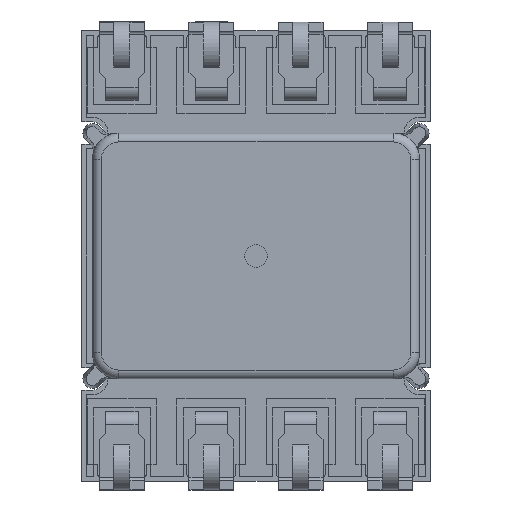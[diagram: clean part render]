
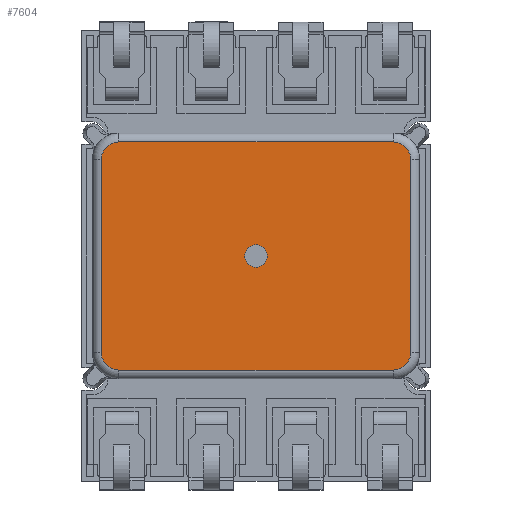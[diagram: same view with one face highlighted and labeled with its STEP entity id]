
A CAD part, front view. The second image highlights one B-rep face of the part: STEP entity #7604.
In plain terms, the highlighted face is planar.
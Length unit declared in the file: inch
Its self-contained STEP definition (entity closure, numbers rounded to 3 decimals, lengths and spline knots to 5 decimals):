
#197 = CIRCLE ( 'NONE', #18779, 0.0125 ) ;
#325 = CIRCLE ( 'NONE', #18796, 0.01953 ) ;
#340 = LINE ( 'NONE', #15507, #352 ) ;
#351 = LINE ( 'NONE', #15489, #364 ) ;
#352 = VECTOR ( 'NONE', #15508, 39.37008 ) ;
#364 = VECTOR ( 'NONE', #15490, 39.37008 ) ;
#368 = CIRCLE ( 'NONE', #18829, 0.01953 ) ;
#385 = LINE ( 'NONE', #15537, #386 ) ;
#386 = VECTOR ( 'NONE', #15548, 39.37008 ) ;
#397 = VECTOR ( 'NONE', #15644, 39.37008 ) ;
#407 = CIRCLE ( 'NONE', #18783, 0.0125 ) ;
#421 = LINE ( 'NONE', #15677, #397 ) ;
#427 = CIRCLE ( 'NONE', #18815, 0.01953 ) ;
#507 = CIRCLE ( 'NONE', #18850, 0.01953 ) ;
#2172 = EDGE_CURVE ( 'NONE', #5730, #5768, #197, .T. ) ;
#2276 = EDGE_CURVE ( 'NONE', #6507, #6493, #325, .T. ) ;
#2291 = EDGE_CURVE ( 'NONE', #6485, #6527, #368, .T. ) ;
#2295 = EDGE_CURVE ( 'NONE', #6491, #6476, #351, .T. ) ;
#2310 = EDGE_CURVE ( 'NONE', #6493, #6485, #385, .T. ) ;
#2313 = EDGE_CURVE ( 'NONE', #6528, #6507, #340, .T. ) ;
#2321 = EDGE_CURVE ( 'NONE', #5768, #5730, #407, .T. ) ;
#2334 = EDGE_CURVE ( 'NONE', #6489, #6491, #427, .T. ) ;
#2348 = EDGE_CURVE ( 'NONE', #6527, #6489, #421, .T. ) ;
#2392 = EDGE_CURVE ( 'NONE', #6476, #6528, #507, .T. ) ;
#3363 = CARTESIAN_POINT ( 'NONE',  ( 0., 0.1063, 0.0125 ) ) ;
#3377 = CARTESIAN_POINT ( 'NONE',  ( 0., 0.1063, -0.0125 ) ) ;
#4101 = CARTESIAN_POINT ( 'NONE',  ( 0.15354, 0.1063, -0.1276 ) ) ;
#4111 = CARTESIAN_POINT ( 'NONE',  ( -0.15354, 0.1063, 0.1276 ) ) ;
#4113 = CARTESIAN_POINT ( 'NONE',  ( -0.17307, 0.1063, 0.10807 ) ) ;
#4137 = CARTESIAN_POINT ( 'NONE',  ( 0.17307, 0.1063, -0.10807 ) ) ;
#4140 = CARTESIAN_POINT ( 'NONE',  ( 0.15354, 0.1063, 0.1276 ) ) ;
#4143 = CARTESIAN_POINT ( 'NONE',  ( -0.15354, 0.1063, -0.1276 ) ) ;
#5730 = VERTEX_POINT ( 'NONE', #3377 ) ;
#5768 = VERTEX_POINT ( 'NONE', #3363 ) ;
#6476 = VERTEX_POINT ( 'NONE', #4143 ) ;
#6485 = VERTEX_POINT ( 'NONE', #4140 ) ;
#6489 = VERTEX_POINT ( 'NONE', #4137 ) ;
#6491 = VERTEX_POINT ( 'NONE', #4101 ) ;
#6493 = VERTEX_POINT ( 'NONE', #4111 ) ;
#6507 = VERTEX_POINT ( 'NONE', #4113 ) ;
#6527 = VERTEX_POINT ( 'NONE', #10275 ) ;
#6528 = VERTEX_POINT ( 'NONE', #10321 ) ;
#6942 = EDGE_LOOP ( 'NONE', ( #16350, #16368 ) ) ;
#6994 = EDGE_LOOP ( 'NONE', ( #16384, #16377, #16379, #16382, #16373, #16348, #16391, #16345 ) ) ;
#7604 = ADVANCED_FACE ( 'NONE', ( #9242, #9202 ), #10225, .T. ) ;
#9202 = FACE_OUTER_BOUND ( 'NONE', #6994, .T. ) ;
#9242 = FACE_BOUND ( 'NONE', #6942, .T. ) ;
#10158 = CARTESIAN_POINT ( 'NONE',  ( -0.15354, 0.1063, 0.10807 ) ) ;
#10159 = DIRECTION ( 'NONE',  ( 0., 0., 1. ) ) ;
#10206 = DIRECTION ( 'NONE',  ( 0., 1., 0. ) ) ;
#10225 = PLANE ( 'NONE',  #11001 ) ;
#10275 = CARTESIAN_POINT ( 'NONE',  ( 0.17307, 0.1063, 0.10807 ) ) ;
#10321 = CARTESIAN_POINT ( 'NONE',  ( -0.17307, 0.1063, -0.10807 ) ) ;
#11001 = AXIS2_PLACEMENT_3D ( 'NONE', #10158, #10206, #10159 ) ;
#15155 = CARTESIAN_POINT ( 'NONE',  ( 0., 0.1063, 0. ) ) ;
#15156 = DIRECTION ( 'NONE',  ( 0., 1., 0. ) ) ;
#15160 = DIRECTION ( 'NONE',  ( 0., 0., 1. ) ) ;
#15453 = CARTESIAN_POINT ( 'NONE',  ( -0.15354, 0.1063, 0.10807 ) ) ;
#15455 = DIRECTION ( 'NONE',  ( 0., 1., 0. ) ) ;
#15457 = DIRECTION ( 'NONE',  ( 0., 0., 1. ) ) ;
#15465 = DIRECTION ( 'NONE',  ( 0., 0., 1. ) ) ;
#15489 = CARTESIAN_POINT ( 'NONE',  ( -0.15354, 0.1063, -0.1276 ) ) ;
#15490 = DIRECTION ( 'NONE',  ( -1., 0., 0. ) ) ;
#15492 = DIRECTION ( 'NONE',  ( 0., 1., 0. ) ) ;
#15505 = CARTESIAN_POINT ( 'NONE',  ( 0.15354, 0.1063, 0.10807 ) ) ;
#15507 = CARTESIAN_POINT ( 'NONE',  ( -0.17307, 0.1063, 0.10807 ) ) ;
#15508 = DIRECTION ( 'NONE',  ( 0., 0., 1. ) ) ;
#15537 = CARTESIAN_POINT ( 'NONE',  ( 0.15354, 0.1063, 0.1276 ) ) ;
#15548 = DIRECTION ( 'NONE',  ( 1., 0., 0. ) ) ;
#15560 = CARTESIAN_POINT ( 'NONE',  ( 0., 0.1063, 0. ) ) ;
#15564 = DIRECTION ( 'NONE',  ( 0., 1., 0. ) ) ;
#15572 = DIRECTION ( 'NONE',  ( 0., 0., 1. ) ) ;
#15580 = CARTESIAN_POINT ( 'NONE',  ( 0.15354, 0.1063, -0.10807 ) ) ;
#15592 = DIRECTION ( 'NONE',  ( 0., 1., 0. ) ) ;
#15596 = DIRECTION ( 'NONE',  ( 0., 0., 1. ) ) ;
#15644 = DIRECTION ( 'NONE',  ( 0., 0., -1. ) ) ;
#15677 = CARTESIAN_POINT ( 'NONE',  ( 0.17307, 0.1063, -0.10807 ) ) ;
#15769 = DIRECTION ( 'NONE',  ( 0., 0., 1. ) ) ;
#15789 = DIRECTION ( 'NONE',  ( 0., 1., 0. ) ) ;
#15795 = CARTESIAN_POINT ( 'NONE',  ( -0.15354, 0.1063, -0.10807 ) ) ;
#16345 = ORIENTED_EDGE ( 'NONE', *, *, #2392, .T. ) ;
#16348 = ORIENTED_EDGE ( 'NONE', *, *, #2334, .T. ) ;
#16350 = ORIENTED_EDGE ( 'NONE', *, *, #2321, .F. ) ;
#16368 = ORIENTED_EDGE ( 'NONE', *, *, #2172, .F. ) ;
#16373 = ORIENTED_EDGE ( 'NONE', *, *, #2348, .T. ) ;
#16377 = ORIENTED_EDGE ( 'NONE', *, *, #2276, .T. ) ;
#16379 = ORIENTED_EDGE ( 'NONE', *, *, #2310, .T. ) ;
#16382 = ORIENTED_EDGE ( 'NONE', *, *, #2291, .T. ) ;
#16384 = ORIENTED_EDGE ( 'NONE', *, *, #2313, .T. ) ;
#16391 = ORIENTED_EDGE ( 'NONE', *, *, #2295, .T. ) ;
#18779 = AXIS2_PLACEMENT_3D ( 'NONE', #15155, #15156, #15160 ) ;
#18783 = AXIS2_PLACEMENT_3D ( 'NONE', #15560, #15564, #15572 ) ;
#18796 = AXIS2_PLACEMENT_3D ( 'NONE', #15453, #15455, #15457 ) ;
#18815 = AXIS2_PLACEMENT_3D ( 'NONE', #15580, #15592, #15596 ) ;
#18829 = AXIS2_PLACEMENT_3D ( 'NONE', #15505, #15492, #15465 ) ;
#18850 = AXIS2_PLACEMENT_3D ( 'NONE', #15795, #15789, #15769 ) ;
